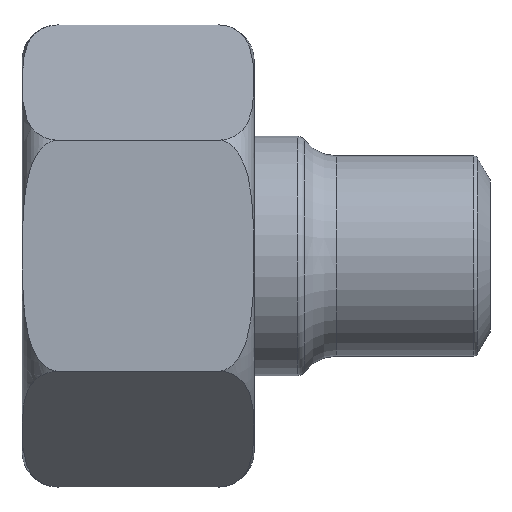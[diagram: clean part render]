
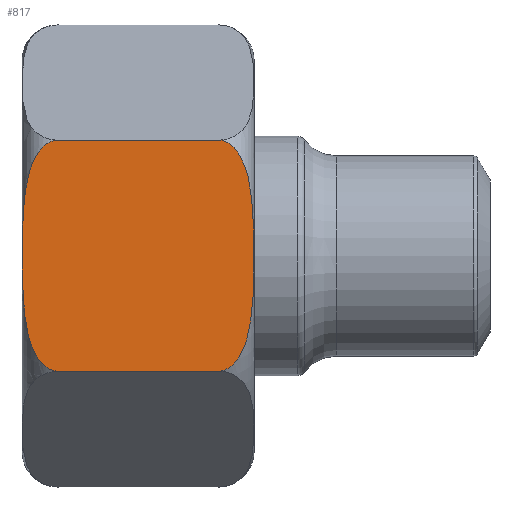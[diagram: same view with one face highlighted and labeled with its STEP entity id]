
A CAD part, top view. The second image highlights one B-rep face of the part: STEP entity #817.
In plain terms, the highlighted planar face has unit normal (0, 0, 1).
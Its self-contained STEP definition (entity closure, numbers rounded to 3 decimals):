
#483=FACE_OUTER_BOUND('',#1206,.T.);
#591=LINE('',#4042,#693);
#592=LINE('',#4047,#694);
#693=VECTOR('',#3050,1.);
#694=VECTOR('',#3055,1.);
#817=ADVANCED_FACE('',(#483),#953,.T.);
#953=PLANE('',#2867);
#1206=EDGE_LOOP('',(#1520,#1521,#1522,#1523));
#1520=ORIENTED_EDGE('',*,*,#2386,.T.);
#1521=ORIENTED_EDGE('',*,*,#2395,.T.);
#1522=ORIENTED_EDGE('',*,*,#2388,.T.);
#1523=ORIENTED_EDGE('',*,*,#2405,.T.);
#2144=VERTEX_POINT('',#4036);
#2147=VERTEX_POINT('',#4041);
#2149=VERTEX_POINT('',#4046);
#2150=VERTEX_POINT('',#4048);
#2386=EDGE_CURVE('',#2144,#2147,#591,.T.);
#2388=EDGE_CURVE('',#2150,#2149,#592,.T.);
#2395=EDGE_CURVE('',#2147,#2150,#2712,.T.);
#2405=EDGE_CURVE('',#2149,#2144,#2718,.T.);
#2712=B_SPLINE_CURVE_WITH_KNOTS('',3,(#4110,#4111,#4112,#4113,#4114,#4115,
#4116,#4117,#4118,#4119,#4120,#4121,#4122,#4123,#4124,#4125,#4126,#4127),
 .UNSPECIFIED.,.F.,.F.,(4,2,2,2,2,2,2,2,4),(0.,0.063,0.125,0.25,0.5,0.75,
0.875,0.938,1.),.UNSPECIFIED.);
#2718=B_SPLINE_CURVE_WITH_KNOTS('',3,(#4227,#4228,#4229,#4230,#4231,#4232,
#4233,#4234,#4235,#4236,#4237,#4238,#4239,#4240,#4241,#4242,#4243,#4244),
 .UNSPECIFIED.,.F.,.F.,(4,2,2,2,2,2,2,2,4),(0.,0.062,0.125,
0.25,0.5,0.75,0.875,0.938,1.),.UNSPECIFIED.);
#2867=AXIS2_PLACEMENT_3D('',#4301,#3101,#3102);
#3050=DIRECTION('',(-1.,0.,0.));
#3055=DIRECTION('',(1.,0.,0.));
#3101=DIRECTION('',(0.,0.,1.));
#3102=DIRECTION('',(1.,0.,0.));
#4036=CARTESIAN_POINT('',(24.5,14.434,25.));
#4041=CARTESIAN_POINT('',(4.5,14.434,25.));
#4042=CARTESIAN_POINT('',(0.,14.434,25.));
#4046=CARTESIAN_POINT('',(24.5,-14.434,25.));
#4047=CARTESIAN_POINT('',(0.,-14.434,25.));
#4048=CARTESIAN_POINT('',(4.5,-14.434,25.));
#4110=CARTESIAN_POINT('',(4.5,14.434,25.));
#4111=CARTESIAN_POINT('',(3.82,14.434,25.));
#4112=CARTESIAN_POINT('',(3.172,14.105,25.));
#4113=CARTESIAN_POINT('',(2.168,13.173,25.));
#4114=CARTESIAN_POINT('',(1.799,12.595,25.));
#4115=CARTESIAN_POINT('',(0.914,10.769,25.));
#4116=CARTESIAN_POINT('',(0.619,9.432,25.));
#4117=CARTESIAN_POINT('',(0.042,5.443,25.));
#4118=CARTESIAN_POINT('',(0.046,2.757,25.));
#4119=CARTESIAN_POINT('',(0.044,-2.614,25.));
#4120=CARTESIAN_POINT('',(0.036,-5.354,25.));
#4121=CARTESIAN_POINT('',(0.61,-9.389,25.));
#4122=CARTESIAN_POINT('',(0.9,-10.731,25.));
#4123=CARTESIAN_POINT('',(1.791,-12.584,25.));
#4124=CARTESIAN_POINT('',(2.167,-13.17,25.));
#4125=CARTESIAN_POINT('',(3.162,-14.098,25.));
#4126=CARTESIAN_POINT('',(3.819,-14.434,25.));
#4127=CARTESIAN_POINT('',(4.5,-14.434,25.));
#4227=CARTESIAN_POINT('',(24.5,-14.434,25.));
#4228=CARTESIAN_POINT('',(25.18,-14.434,25.));
#4229=CARTESIAN_POINT('',(25.828,-14.105,25.));
#4230=CARTESIAN_POINT('',(26.832,-13.173,25.));
#4231=CARTESIAN_POINT('',(27.201,-12.595,25.));
#4232=CARTESIAN_POINT('',(28.086,-10.769,25.));
#4233=CARTESIAN_POINT('',(28.381,-9.432,25.));
#4234=CARTESIAN_POINT('',(28.958,-5.443,25.));
#4235=CARTESIAN_POINT('',(28.954,-2.757,25.));
#4236=CARTESIAN_POINT('',(28.956,2.614,25.));
#4237=CARTESIAN_POINT('',(28.964,5.354,25.));
#4238=CARTESIAN_POINT('',(28.39,9.389,25.));
#4239=CARTESIAN_POINT('',(28.1,10.731,25.));
#4240=CARTESIAN_POINT('',(27.209,12.584,25.));
#4241=CARTESIAN_POINT('',(26.833,13.17,25.));
#4242=CARTESIAN_POINT('',(25.838,14.098,25.));
#4243=CARTESIAN_POINT('',(25.181,14.434,25.));
#4244=CARTESIAN_POINT('',(24.5,14.434,25.));
#4301=CARTESIAN_POINT('',(31.9,-14.434,25.));
